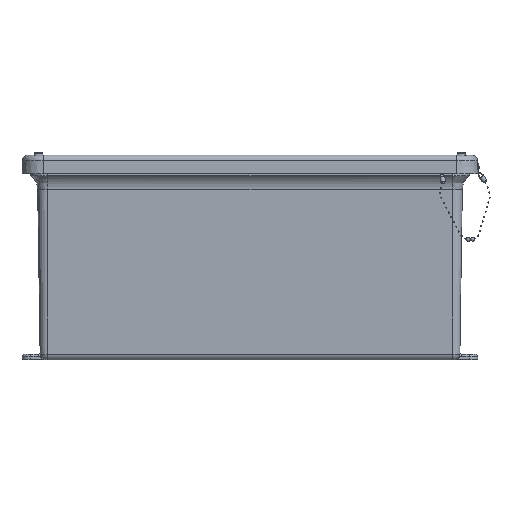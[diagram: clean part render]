
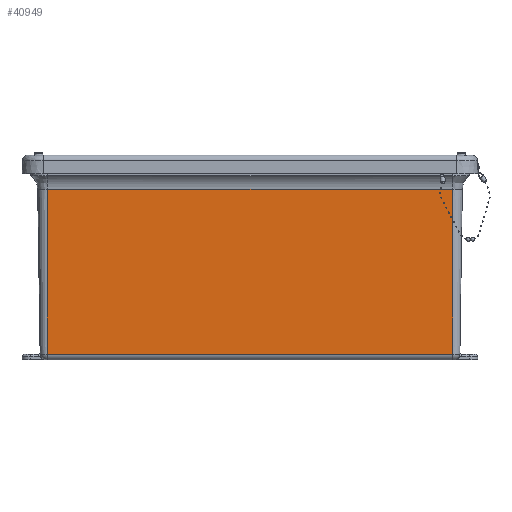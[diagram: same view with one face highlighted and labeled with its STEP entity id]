
A CAD part, left-side view. The second image highlights one B-rep face of the part: STEP entity #40949.
In plain terms, the highlighted planar face has unit normal (-1, 0, -0.015).
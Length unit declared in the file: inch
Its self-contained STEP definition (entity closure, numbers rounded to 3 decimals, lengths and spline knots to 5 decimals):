
#446 = PLANE ( 'NONE',  #2368 ) ;
#481 = CARTESIAN_POINT ( 'NONE',  ( -8.03215, 0., -8.31623 ) ) ;
#1724 = VECTOR ( 'NONE', #11943, 39.37008 ) ;
#2067 = EDGE_CURVE ( 'NONE', #26936, #15823, #37831, .T. ) ;
#2368 = AXIS2_PLACEMENT_3D ( 'NONE', #38630, #7147, #6834 ) ;
#3376 = ORIENTED_EDGE ( 'NONE', *, *, #9842, .F. ) ;
#3783 = CARTESIAN_POINT ( 'NONE',  ( -8.13801, 8.71875, -1.22378 ) ) ;
#6667 = EDGE_CURVE ( 'NONE', #26223, #33122, #34603, .T. ) ;
#6834 = DIRECTION ( 'NONE',  ( 0.015, 0., -1. ) ) ;
#7147 = DIRECTION ( 'NONE',  ( -1., 0., -0.015 ) ) ;
#7848 = CARTESIAN_POINT ( 'NONE',  ( -8.15623, -8.71875, -0.0028 ) ) ;
#8894 = DIRECTION ( 'NONE',  ( 0., -1., -0.003 ) ) ;
#9570 = VECTOR ( 'NONE', #21229, 39.37008 ) ;
#9842 = EDGE_CURVE ( 'NONE', #15823, #42389, #35142, .T. ) ;
#11075 = VECTOR ( 'NONE', #24859, 39.37008 ) ;
#11755 = EDGE_LOOP ( 'NONE', ( #19108, #38606, #22811, #38845, #36538, #3376 ) ) ;
#11943 = DIRECTION ( 'NONE',  ( -0.015, 0., 1. ) ) ;
#13485 = FACE_OUTER_BOUND ( 'NONE', #11755, .T. ) ;
#13537 = CARTESIAN_POINT ( 'NONE',  ( -8.03215, 8.71875, -8.31623 ) ) ;
#15724 = CARTESIAN_POINT ( 'NONE',  ( -8.13801, -8.71875, -1.22378 ) ) ;
#15823 = VERTEX_POINT ( 'NONE', #13537 ) ;
#17091 = LINE ( 'NONE', #19259, #43952 ) ;
#17644 = VECTOR ( 'NONE', #42041, 39.37008 ) ;
#18887 = LINE ( 'NONE', #34053, #9570 ) ;
#19108 = ORIENTED_EDGE ( 'NONE', *, *, #2067, .F. ) ;
#19259 = CARTESIAN_POINT ( 'NONE',  ( -8.13801, 8.7088, -1.22381 ) ) ;
#19813 = VECTOR ( 'NONE', #31418, 39.37008 ) ;
#21216 = CARTESIAN_POINT ( 'NONE',  ( -8.15623, 8.71875, -0.0028 ) ) ;
#21229 = DIRECTION ( 'NONE',  ( 0., 1., 0. ) ) ;
#22811 = ORIENTED_EDGE ( 'NONE', *, *, #6667, .F. ) ;
#23279 = CARTESIAN_POINT ( 'NONE',  ( -8.13801, 8.7088, -1.22381 ) ) ;
#23317 = CARTESIAN_POINT ( 'NONE',  ( -8.03215, -8.71875, -8.31623 ) ) ;
#23757 = CARTESIAN_POINT ( 'NONE',  ( -8.13801, -8.71875, -1.22378 ) ) ;
#24544 = CARTESIAN_POINT ( 'NONE',  ( -8.13801, -8.7088, -1.22381 ) ) ;
#24859 = DIRECTION ( 'NONE',  ( 0., 1., 0. ) ) ;
#26223 = VERTEX_POINT ( 'NONE', #24544 ) ;
#26611 = VERTEX_POINT ( 'NONE', #23279 ) ;
#26936 = VERTEX_POINT ( 'NONE', #23317 ) ;
#27800 = EDGE_CURVE ( 'NONE', #26223, #26611, #18887, .T. ) ;
#31418 = DIRECTION ( 'NONE',  ( 0., -1., 0.003 ) ) ;
#31537 = EDGE_CURVE ( 'NONE', #26936, #33122, #35558, .T. ) ;
#33122 = VERTEX_POINT ( 'NONE', #15724 ) ;
#34053 = CARTESIAN_POINT ( 'NONE',  ( -8.13801, 8.71875, -1.22381 ) ) ;
#34603 = LINE ( 'NONE', #23757, #19813 ) ;
#35142 = LINE ( 'NONE', #21216, #17644 ) ;
#35558 = LINE ( 'NONE', #7848, #1724 ) ;
#36538 = ORIENTED_EDGE ( 'NONE', *, *, #37092, .F. ) ;
#37092 = EDGE_CURVE ( 'NONE', #42389, #26611, #17091, .T. ) ;
#37831 = LINE ( 'NONE', #481, #11075 ) ;
#38606 = ORIENTED_EDGE ( 'NONE', *, *, #31537, .T. ) ;
#38630 = CARTESIAN_POINT ( 'NONE',  ( -8.15623, 8.71875, -0.0028 ) ) ;
#38845 = ORIENTED_EDGE ( 'NONE', *, *, #27800, .T. ) ;
#40949 = ADVANCED_FACE ( 'NONE', ( #13485 ), #446, .T. ) ;
#42041 = DIRECTION ( 'NONE',  ( -0.015, 0., 1. ) ) ;
#42389 = VERTEX_POINT ( 'NONE', #3783 ) ;
#43952 = VECTOR ( 'NONE', #8894, 39.37008 ) ;
